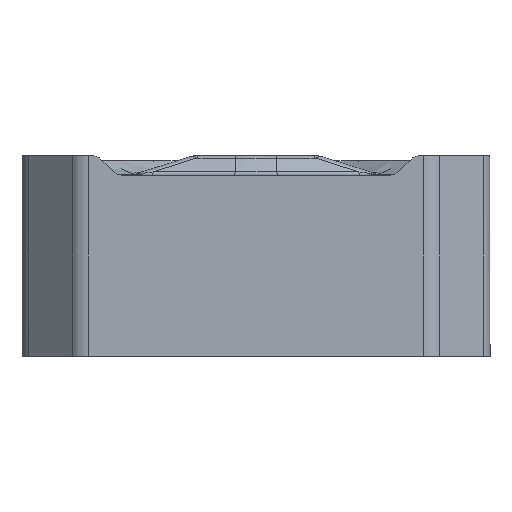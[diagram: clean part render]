
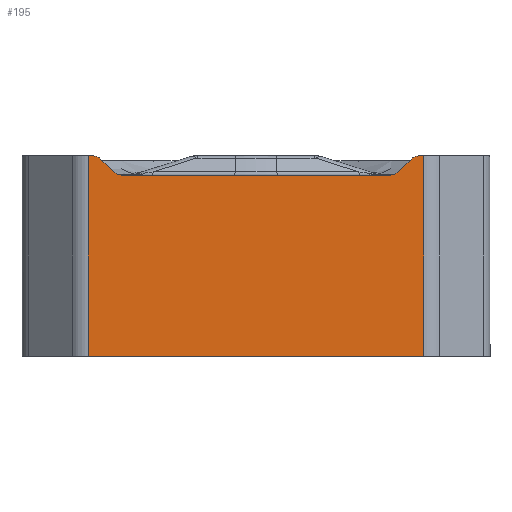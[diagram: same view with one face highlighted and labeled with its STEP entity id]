
A CAD part, front view. The second image highlights one B-rep face of the part: STEP entity #195.
In plain terms, the highlighted planar face has unit normal (0, -1, 0).
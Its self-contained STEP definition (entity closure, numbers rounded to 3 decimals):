
#118=FACE_OUTER_BOUND('',#322,.T.);
#195=ADVANCED_FACE('',(#118),#276,.F.);
#276=PLANE('',#1485);
#322=EDGE_LOOP('',(#614,#615,#616,#617,#618,#619,#620,#621,#622,#623,#624,
#625));
#412=LINE('',#2265,#490);
#424=LINE('',#2373,#503);
#425=LINE('',#2377,#504);
#426=LINE('',#2379,#505);
#427=LINE('',#2383,#506);
#428=LINE('',#2387,#507);
#429=LINE('',#2391,#508);
#430=LINE('',#2395,#509);
#490=VECTOR('',#1634,1.);
#503=VECTOR('',#1669,1.);
#504=VECTOR('',#1674,1.);
#505=VECTOR('',#1675,1.);
#506=VECTOR('',#1678,1.);
#507=VECTOR('',#1681,1.);
#508=VECTOR('',#1684,1.);
#509=VECTOR('',#1687,1.);
#614=ORIENTED_EDGE('',*,*,#1121,.F.);
#615=ORIENTED_EDGE('',*,*,#1147,.F.);
#616=ORIENTED_EDGE('',*,*,#1148,.T.);
#617=ORIENTED_EDGE('',*,*,#1149,.T.);
#618=ORIENTED_EDGE('',*,*,#1150,.T.);
#619=ORIENTED_EDGE('',*,*,#1151,.T.);
#620=ORIENTED_EDGE('',*,*,#1152,.T.);
#621=ORIENTED_EDGE('',*,*,#1153,.T.);
#622=ORIENTED_EDGE('',*,*,#1154,.T.);
#623=ORIENTED_EDGE('',*,*,#1155,.T.);
#624=ORIENTED_EDGE('',*,*,#1156,.T.);
#625=ORIENTED_EDGE('',*,*,#1145,.T.);
#990=VERTEX_POINT('',#2264);
#991=VERTEX_POINT('',#2266);
#1008=VERTEX_POINT('',#2374);
#1009=VERTEX_POINT('',#2378);
#1010=VERTEX_POINT('',#2380);
#1011=VERTEX_POINT('',#2382);
#1012=VERTEX_POINT('',#2384);
#1013=VERTEX_POINT('',#2386);
#1014=VERTEX_POINT('',#2388);
#1015=VERTEX_POINT('',#2390);
#1016=VERTEX_POINT('',#2392);
#1017=VERTEX_POINT('',#2394);
#1121=EDGE_CURVE('',#990,#991,#412,.T.);
#1145=EDGE_CURVE('',#1008,#991,#424,.T.);
#1147=EDGE_CURVE('',#1009,#990,#425,.T.);
#1148=EDGE_CURVE('',#1009,#1010,#426,.T.);
#1149=EDGE_CURVE('',#1010,#1011,#1327,.T.);
#1150=EDGE_CURVE('',#1011,#1012,#427,.T.);
#1151=EDGE_CURVE('',#1012,#1013,#1328,.T.);
#1152=EDGE_CURVE('',#1013,#1014,#428,.T.);
#1153=EDGE_CURVE('',#1014,#1015,#1329,.T.);
#1154=EDGE_CURVE('',#1015,#1016,#429,.T.);
#1155=EDGE_CURVE('',#1016,#1017,#1330,.T.);
#1156=EDGE_CURVE('',#1017,#1008,#430,.T.);
#1327=CIRCLE('',#1481,0.3);
#1328=CIRCLE('',#1482,0.3);
#1329=CIRCLE('',#1483,0.3);
#1330=CIRCLE('',#1484,0.3);
#1481=AXIS2_PLACEMENT_3D('',#2381,#1676,#1677);
#1482=AXIS2_PLACEMENT_3D('',#2385,#1679,#1680);
#1483=AXIS2_PLACEMENT_3D('',#2389,#1682,#1683);
#1484=AXIS2_PLACEMENT_3D('',#2393,#1685,#1686);
#1485=AXIS2_PLACEMENT_3D('',#2396,#1688,#1689);
#1634=DIRECTION('',(-1.,0.,0.));
#1669=DIRECTION('',(0.,0.,-1.));
#1674=DIRECTION('',(0.,0.,-1.));
#1675=DIRECTION('',(-1.,0.,0.));
#1676=DIRECTION('',(0.,-1.,0.));
#1677=DIRECTION('',(-1.,0.,0.));
#1678=DIRECTION('',(-0.707,0.,-0.707));
#1679=DIRECTION('',(0.,1.,0.));
#1680=DIRECTION('',(0.,0.,-1.));
#1681=DIRECTION('',(-1.,0.,0.));
#1682=DIRECTION('',(0.,1.,0.));
#1683=DIRECTION('',(1.,0.,0.));
#1684=DIRECTION('',(-0.707,0.,0.707));
#1685=DIRECTION('',(0.,-1.,0.));
#1686=DIRECTION('',(-1.,0.,0.));
#1687=DIRECTION('',(-1.,0.,0.));
#1688=DIRECTION('',(0.,1.,0.));
#1689=DIRECTION('',(-1.,0.,0.));
#2264=CARTESIAN_POINT('',(4.66,-6.5,-5.43));
#2265=CARTESIAN_POINT('',(0.,-6.5,-5.43));
#2266=CARTESIAN_POINT('',(-4.66,-6.5,-5.43));
#2373=CARTESIAN_POINT('',(-4.66,-6.5,10.));
#2374=CARTESIAN_POINT('',(-4.66,-6.5,0.13));
#2377=CARTESIAN_POINT('',(4.66,-6.5,10.));
#2378=CARTESIAN_POINT('',(4.66,-6.5,0.13));
#2379=CARTESIAN_POINT('',(5.936,-6.5,0.13));
#2380=CARTESIAN_POINT('',(4.524,-6.5,0.13));
#2381=CARTESIAN_POINT('',(4.524,-6.5,-0.17));
#2382=CARTESIAN_POINT('',(4.312,-6.5,0.042));
#2383=CARTESIAN_POINT('',(4.4,-6.5,0.13));
#2384=CARTESIAN_POINT('',(3.958,-6.5,-0.312));
#2385=CARTESIAN_POINT('',(3.746,-6.5,-0.1));
#2386=CARTESIAN_POINT('',(3.746,-6.5,-0.4));
#2387=CARTESIAN_POINT('',(-4.012,-6.5,-0.4));
#2388=CARTESIAN_POINT('',(-3.746,-6.5,-0.4));
#2389=CARTESIAN_POINT('',(-3.746,-6.5,-0.1));
#2390=CARTESIAN_POINT('',(-3.958,-6.5,-0.312));
#2391=CARTESIAN_POINT('',(-4.4,-6.5,0.13));
#2392=CARTESIAN_POINT('',(-4.312,-6.5,0.042));
#2393=CARTESIAN_POINT('',(-4.524,-6.5,-0.17));
#2394=CARTESIAN_POINT('',(-4.524,-6.5,0.13));
#2395=CARTESIAN_POINT('',(-5.936,-6.5,0.13));
#2396=CARTESIAN_POINT('',(0.,-6.5,10.));
